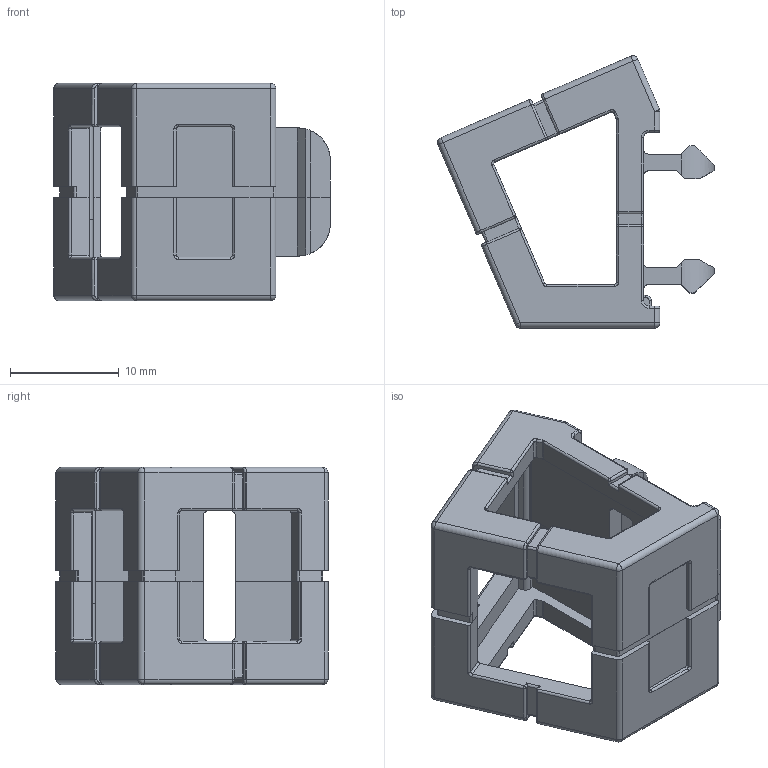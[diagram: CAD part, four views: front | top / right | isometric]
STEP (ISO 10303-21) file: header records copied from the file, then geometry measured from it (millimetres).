
FILE_DESCRIPTION (( 'STEP AP203' ), '1' );
FILE_NAME ('20-00217b.STEP', '2014-04-13T23:52:24', ( 'Nicholas Morozovsky' ), ( '' ), 'SwSTEP 2.0', 'SolidWorks 2012', '' );
FILE_SCHEMA (( 'CONFIG_CONTROL_DESIGN' ));
Length unit declared in the file: millimetre
Products named in the file (1): 20-00217b
Bounding box: 25.45 x 25.04 x 20 mm (x, y, z)
Volume: 2707 mm3; surface area: 3591.6 mm2
Topology: 2 solids, 2 shells, 543 faces, 1395 edges, 816 vertices
Faces by surface type: cylinder 238, plane 211, torus 40, sphere 38, bspline 16
Entity records: 15992 total; most frequent: CARTESIAN_POINT 2941, DIRECTION 2827, ORIENTED_EDGE 2694, EDGE_CURVE 1347, AXIS2_PLACEMENT_3D 996, LINE 835, VECTOR 835, VERTEX_POINT 806
